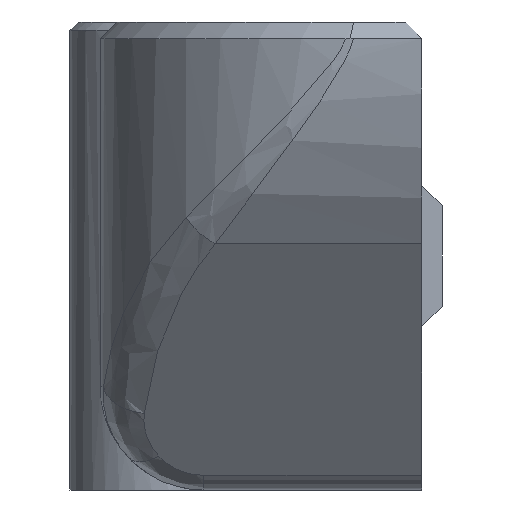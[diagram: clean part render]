
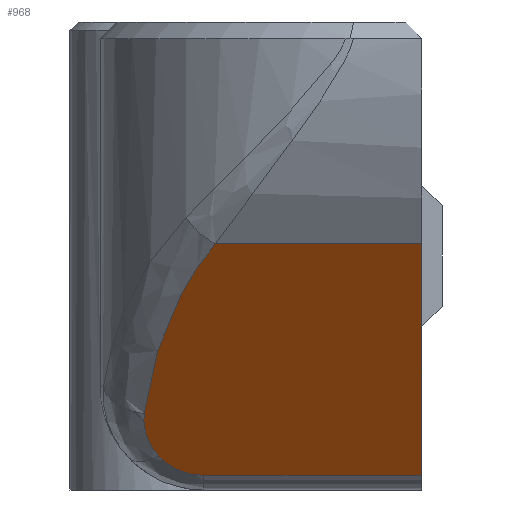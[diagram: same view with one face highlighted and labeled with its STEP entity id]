
A CAD part, front view. The second image highlights one B-rep face of the part: STEP entity #968.
In plain terms, the highlighted planar face has unit normal (0, -0.766, -0.643).
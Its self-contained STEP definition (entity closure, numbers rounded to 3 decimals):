
#18=ELLIPSE('',#1047,18.992,12.208);
#20=ELLIPSE('',#1053,3.916,3.);
#30=B_SPLINE_CURVE_WITH_KNOTS('',3,(#1573,#1574,#1575,#1576),
 .UNSPECIFIED.,.F.,.F.,(4,4),(0.,0.285),.UNSPECIFIED.);
#51=PLANE('',#1058);
#110=FACE_OUTER_BOUND('',#172,.T.);
#172=EDGE_LOOP('',(#725,#726,#727,#728,#729,#730));
#241=LINE('',#1582,#328);
#243=LINE('',#1610,#330);
#245=LINE('',#1617,#332);
#328=VECTOR('',#1186,10.);
#330=VECTOR('',#1196,10.);
#332=VECTOR('',#1204,10.);
#462=VERTEX_POINT('',#1507);
#465=VERTEX_POINT('',#1542);
#467=VERTEX_POINT('',#1571);
#469=VERTEX_POINT('',#1579);
#470=VERTEX_POINT('',#1581);
#472=VERTEX_POINT('',#1609);
#558=EDGE_CURVE('',#465,#462,#18,.T.);
#562=EDGE_CURVE('',#467,#465,#30,.T.);
#564=EDGE_CURVE('',#469,#470,#241,.T.);
#567=EDGE_CURVE('',#470,#467,#20,.T.);
#569=EDGE_CURVE('',#462,#472,#243,.T.);
#573=EDGE_CURVE('',#472,#469,#245,.T.);
#725=ORIENTED_EDGE('',*,*,#558,.F.);
#726=ORIENTED_EDGE('',*,*,#562,.F.);
#727=ORIENTED_EDGE('',*,*,#567,.F.);
#728=ORIENTED_EDGE('',*,*,#564,.F.);
#729=ORIENTED_EDGE('',*,*,#573,.F.);
#730=ORIENTED_EDGE('',*,*,#569,.F.);
#968=ADVANCED_FACE('',(#110),#51,.T.);
#1047=AXIS2_PLACEMENT_3D('',#1544,#1176,#1177);
#1053=AXIS2_PLACEMENT_3D('',#1606,#1190,#1191);
#1058=AXIS2_PLACEMENT_3D('',#1616,#1202,#1203);
#1176=DIRECTION('center_axis',(0.,0.766,0.643));
#1177=DIRECTION('ref_axis',(0.,-0.643,0.766));
#1186=DIRECTION('',(-1.,0.,0.));
#1190=DIRECTION('center_axis',(0.,0.766,0.643));
#1191=DIRECTION('ref_axis',(0.,0.643,-0.766));
#1196=DIRECTION('',(1.,0.,0.));
#1202=DIRECTION('center_axis',(0.,-0.766,-0.643));
#1203=DIRECTION('ref_axis',(0.,-0.643,0.766));
#1204=DIRECTION('',(0.,0.643,-0.766));
#1507=CARTESIAN_POINT('',(-8.983,-10.096,11.928));
#1542=CARTESIAN_POINT('',(-12.43,-3.204,3.714));
#1544=CARTESIAN_POINT('Origin',(-0.346,-1.468,1.646));
#1571=CARTESIAN_POINT('',(-11.727,-1.468,1.646));
#1573=CARTESIAN_POINT('Ctrl Pts',(-11.727,-1.468,1.646));
#1574=CARTESIAN_POINT('Ctrl Pts',(-12.287,-1.962,2.234));
#1575=CARTESIAN_POINT('Ctrl Pts',(-12.517,-2.596,2.989));
#1576=CARTESIAN_POINT('Ctrl Pts',(-12.43,-3.204,3.714));
#1579=CARTESIAN_POINT('',(1.,-0.687,0.714));
#1581=CARTESIAN_POINT('',(-9.554,-0.687,0.714));
#1582=CARTESIAN_POINT('',(1.454,-0.687,0.714));
#1606=CARTESIAN_POINT('Origin',(-9.554,-3.204,3.714));
#1609=CARTESIAN_POINT('',(1.,-10.096,11.928));
#1610=CARTESIAN_POINT('',(-8.76,-10.096,11.928));
#1616=CARTESIAN_POINT('Origin',(1.291,0.999,-1.294));
#1617=CARTESIAN_POINT('',(1.,-10.096,11.928));
